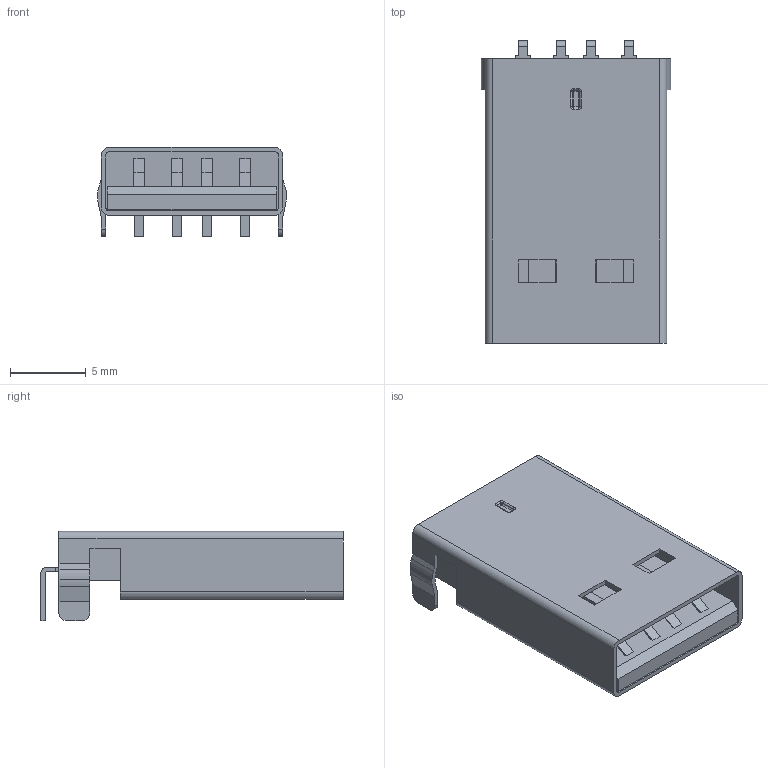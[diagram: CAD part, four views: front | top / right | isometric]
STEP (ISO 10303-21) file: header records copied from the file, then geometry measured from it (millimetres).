
FILE_DESCRIPTION (( 'STEP AP214' ), '1' );
FILE_NAME ('USB-A-TH_HX-AM-180D.STEP', '2025-01-05T08:07:43', ( '' ), ( '' ), 'SwSTEP 2.0', 'SolidWorks 2020', '' );
FILE_SCHEMA (( 'AUTOMOTIVE_DESIGN' ));
Length unit declared in the file: millimetre
Products named in the file (1): USB-A-TH_HX-AM-180D
Bounding box: 12.52 x 20 x 5.9 mm (x, y, z)
Volume: 664.5 mm3; surface area: 1805 mm2
Topology: 10 solids, 10 shells, 458 faces, 1224 edges, 808 vertices
Faces by surface type: plane 304, bspline 98, cylinder 44, torus 8, sphere 4
Entity records: 19805 total; most frequent: CARTESIAN_POINT 3793, ORIENTED_EDGE 2440, DIRECTION 1846, EDGE_CURVE 1220, VECTOR 916, LINE 916, VERTEX_POINT 808, EDGE_LOOP 494
